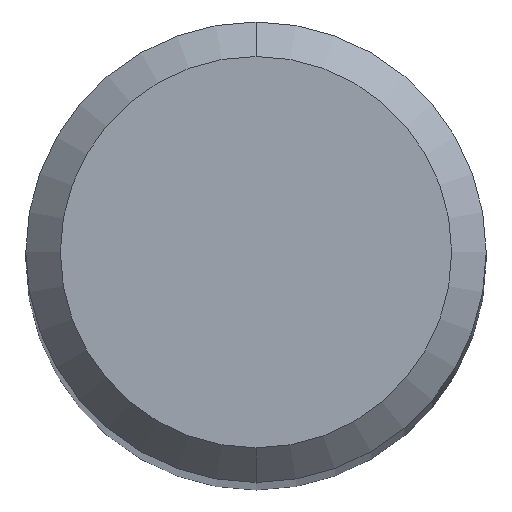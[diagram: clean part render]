
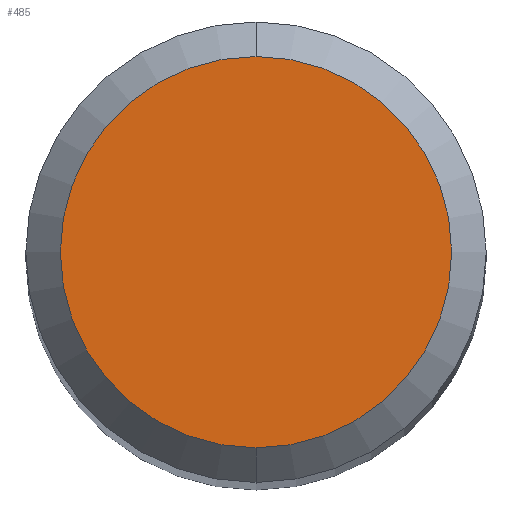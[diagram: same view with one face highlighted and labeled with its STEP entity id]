
A CAD part, top view. The second image highlights one B-rep face of the part: STEP entity #485.
In plain terms, the highlighted planar face has unit normal (0, 0, 1).
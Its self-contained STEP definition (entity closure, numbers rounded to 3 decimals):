
#485=ADVANCED_FACE('',(#1247),#1248,.T.);
#489=VERTEX_POINT('',#1252);
#505=EDGE_CURVE('',#489,#1051,#1271,.T.);
#1007=EDGE_CURVE('',#1051,#489,#1819,.T.);
#1051=VERTEX_POINT('',#1868);
#1247=FACE_OUTER_BOUND('',#2315,.T.);
#1248=PLANE('',#2316);
#1252=CARTESIAN_POINT('',(0.0,1.7,0.0));
#1271=CIRCLE('',#2423,1.7);
#1819=CIRCLE('',#4473,1.7);
#1868=CARTESIAN_POINT('',(0.,-1.7,0.0));
#2315=EDGE_LOOP('',(#5216,#5217));
#2316=AXIS2_PLACEMENT_3D('',#5218,#5219,#5220);
#2423=AXIS2_PLACEMENT_3D('',#5245,#5246,#5247);
#4473=AXIS2_PLACEMENT_3D('',#5846,#5847,#5848);
#5216=ORIENTED_EDGE('',*,*,#505,.F.);
#5217=ORIENTED_EDGE('',*,*,#1007,.F.);
#5218=CARTESIAN_POINT('',(0.0,0.85,0.0));
#5219=DIRECTION('',(-0.0,0.0,1.0));
#5220=DIRECTION('',(0.0,-1.0,0.0));
#5245=CARTESIAN_POINT('',(0.0,0.0,0.0));
#5246=DIRECTION('',(0.0,0.0,-1.0));
#5247=DIRECTION('',(0.0,1.0,0.0));
#5846=CARTESIAN_POINT('',(0.0,0.0,0.0));
#5847=DIRECTION('',(0.0,0.0,-1.0));
#5848=DIRECTION('',(0.0,1.0,0.0));
